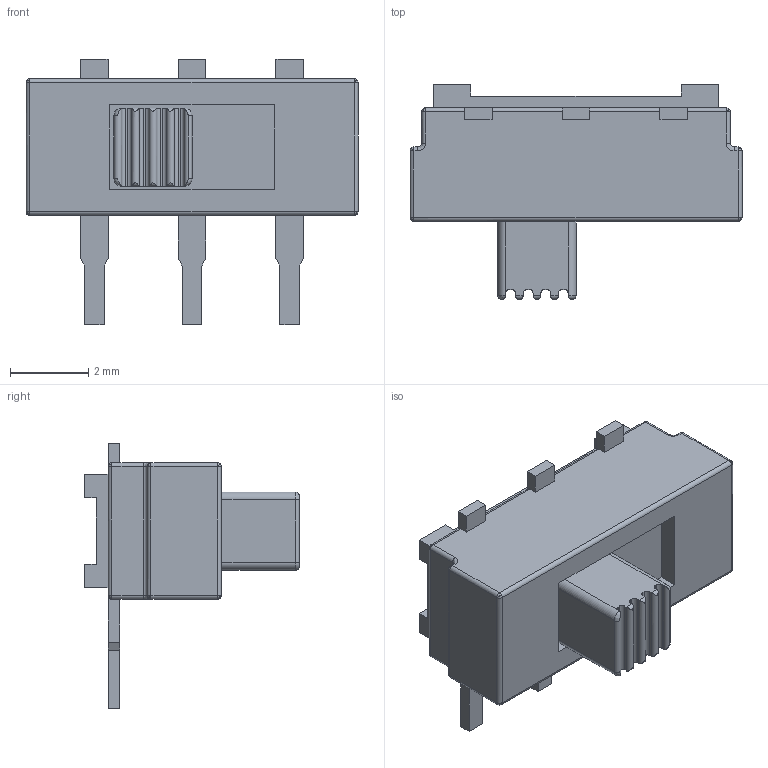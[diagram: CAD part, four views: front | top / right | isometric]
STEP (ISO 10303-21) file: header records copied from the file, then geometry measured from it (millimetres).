
FILE_DESCRIPTION(('FreeCAD Model'),'2;1');
FILE_NAME('User Library-eg1270.step','2017-06-14T21:50:41', ('Author'),(''),'Open CASCADE STEP processor 6.8','FreeCAD','Unknown' );
FILE_SCHEMA(('AUTOMOTIVE_DESIGN_CC2 { 1 2 10303 214 -1 1 5 4 }'));
Length unit declared in the file: millimetre
Products named in the file (1): User_Library-eg1270
Bounding box: 8.5 x 5.5 x 6.8 mm (x, y, z)
Volume: 97.7 mm3; surface area: 180 mm2
Topology: 1 solids, 1 shells, 170 faces, 447 edges, 258 vertices
Faces by surface type: plane 84, cylinder 54, bspline 29, revolution 2, torus 1
Entity records: 19530 total; most frequent: CARTESIAN_POINT 10471, DIRECTION 1286, ORIENTED_EDGE 846, PCURVE 846, DEFINITIONAL_REPRESENTATION 846, LINE 769, VECTOR 769, EDGE_CURVE 423
